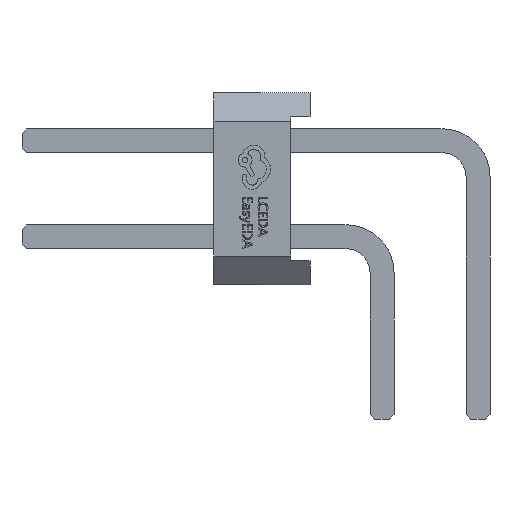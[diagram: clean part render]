
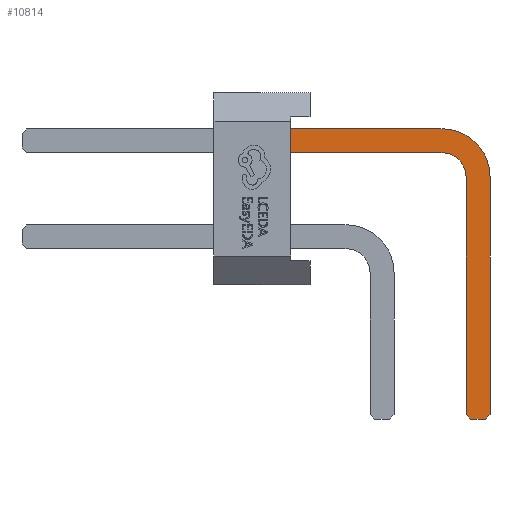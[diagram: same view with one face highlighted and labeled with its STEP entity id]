
A CAD part, left-side view. The second image highlights one B-rep face of the part: STEP entity #10814.
In plain terms, the highlighted planar face has unit normal (-1, 0, 0).
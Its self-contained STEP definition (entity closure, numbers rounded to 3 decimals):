
#193=CIRCLE('',#11471,1.);
#195=CIRCLE('',#11479,0.5);
#756=FACE_OUTER_BOUND('',#1362,.T.);
#1362=EDGE_LOOP('',(#8290,#8291,#8292,#8293,#8294,#8295,#8296,#8297,#8298,
#8299));
#1998=LINE('',#15453,#3248);
#2429=LINE('',#16411,#3679);
#2432=LINE('',#16417,#3682);
#2435=LINE('',#16423,#3685);
#2438=LINE('',#16429,#3688);
#2441=LINE('',#16435,#3691);
#2445=LINE('',#16446,#3695);
#2446=LINE('',#16447,#3696);
#3248=VECTOR('',#12108,1.);
#3679=VECTOR('',#13043,1.);
#3682=VECTOR('',#13048,1.);
#3685=VECTOR('',#13053,1.);
#3688=VECTOR('',#13058,1.);
#3691=VECTOR('',#13063,1.);
#3695=VECTOR('',#13075,1.);
#3696=VECTOR('',#13076,1.);
#4606=VERTEX_POINT('',#15450);
#4607=VERTEX_POINT('',#15452);
#4878=VERTEX_POINT('',#16401);
#4879=VERTEX_POINT('',#16402);
#4882=VERTEX_POINT('',#16410);
#4884=VERTEX_POINT('',#16416);
#4886=VERTEX_POINT('',#16422);
#4888=VERTEX_POINT('',#16428);
#4890=VERTEX_POINT('',#16434);
#4892=VERTEX_POINT('',#16440);
#5649=EDGE_CURVE('',#4606,#4607,#1998,.T.);
#6114=EDGE_CURVE('',#4878,#4879,#193,.T.);
#6118=EDGE_CURVE('',#4879,#4882,#2429,.T.);
#6121=EDGE_CURVE('',#4882,#4884,#2432,.T.);
#6124=EDGE_CURVE('',#4884,#4886,#2435,.T.);
#6127=EDGE_CURVE('',#4886,#4888,#2438,.T.);
#6130=EDGE_CURVE('',#4888,#4890,#2441,.T.);
#6133=EDGE_CURVE('',#4890,#4892,#195,.T.);
#6136=EDGE_CURVE('',#4892,#4606,#2445,.T.);
#6137=EDGE_CURVE('',#4607,#4878,#2446,.T.);
#8290=ORIENTED_EDGE('',*,*,#5649,.F.);
#8291=ORIENTED_EDGE('',*,*,#6136,.F.);
#8292=ORIENTED_EDGE('',*,*,#6133,.F.);
#8293=ORIENTED_EDGE('',*,*,#6130,.F.);
#8294=ORIENTED_EDGE('',*,*,#6127,.F.);
#8295=ORIENTED_EDGE('',*,*,#6124,.F.);
#8296=ORIENTED_EDGE('',*,*,#6121,.F.);
#8297=ORIENTED_EDGE('',*,*,#6118,.F.);
#8298=ORIENTED_EDGE('',*,*,#6114,.F.);
#8299=ORIENTED_EDGE('',*,*,#6137,.F.);
#10138=PLANE('',#11481);
#10814=ADVANCED_FACE('',(#756),#10138,.T.);
#11471=AXIS2_PLACEMENT_3D('',#16403,#13035,#13036);
#11479=AXIS2_PLACEMENT_3D('',#16441,#13068,#13069);
#11481=AXIS2_PLACEMENT_3D('',#16445,#13073,#13074);
#12108=DIRECTION('',(0.,0.,1.));
#13035=DIRECTION('center_axis',(1.,0.,0.));
#13036=DIRECTION('ref_axis',(0.,0.,1.));
#13043=DIRECTION('',(0.,0.,-1.));
#13048=DIRECTION('',(0.,0.707,-0.707));
#13053=DIRECTION('',(0.,1.,0.));
#13058=DIRECTION('',(0.,0.707,0.707));
#13063=DIRECTION('',(0.,0.,1.));
#13068=DIRECTION('center_axis',(-1.,0.,0.));
#13069=DIRECTION('ref_axis',(0.,0.,-1.));
#13073=DIRECTION('center_axis',(-1.,0.,0.));
#13074=DIRECTION('ref_axis',(0.,0.,-1.));
#13075=DIRECTION('',(0.,1.,0.));
#13076=DIRECTION('',(0.,-1.,0.));
#15450=CARTESIAN_POINT('',(-4.25,2.925,2.75));
#15452=CARTESIAN_POINT('',(-4.25,2.925,3.25));
#15453=CARTESIAN_POINT('',(-4.25,2.925,0.5));
#16401=CARTESIAN_POINT('',(-4.25,-0.225,3.25));
#16402=CARTESIAN_POINT('',(-4.25,-1.225,2.25));
#16403=CARTESIAN_POINT('Origin',(-4.25,-0.225,2.25));
#16410=CARTESIAN_POINT('',(-4.25,-1.225,-2.7));
#16411=CARTESIAN_POINT('',(-4.25,-1.225,2.25));
#16416=CARTESIAN_POINT('',(-4.25,-1.125,-2.8));
#16417=CARTESIAN_POINT('',(-4.25,-1.225,-2.7));
#16422=CARTESIAN_POINT('',(-4.25,-0.825,-2.8));
#16423=CARTESIAN_POINT('',(-4.25,-1.125,-2.8));
#16428=CARTESIAN_POINT('',(-4.25,-0.725,-2.7));
#16429=CARTESIAN_POINT('',(-4.25,-0.825,-2.8));
#16434=CARTESIAN_POINT('',(-4.25,-0.725,2.25));
#16435=CARTESIAN_POINT('',(-4.25,-0.725,-2.7));
#16440=CARTESIAN_POINT('',(-4.25,-0.225,2.75));
#16441=CARTESIAN_POINT('Origin',(-4.25,-0.225,2.25));
#16445=CARTESIAN_POINT('Origin',(-4.25,-0.225,2.25));
#16446=CARTESIAN_POINT('',(-4.25,-0.225,2.75));
#16447=CARTESIAN_POINT('',(-4.25,8.425,3.25));
